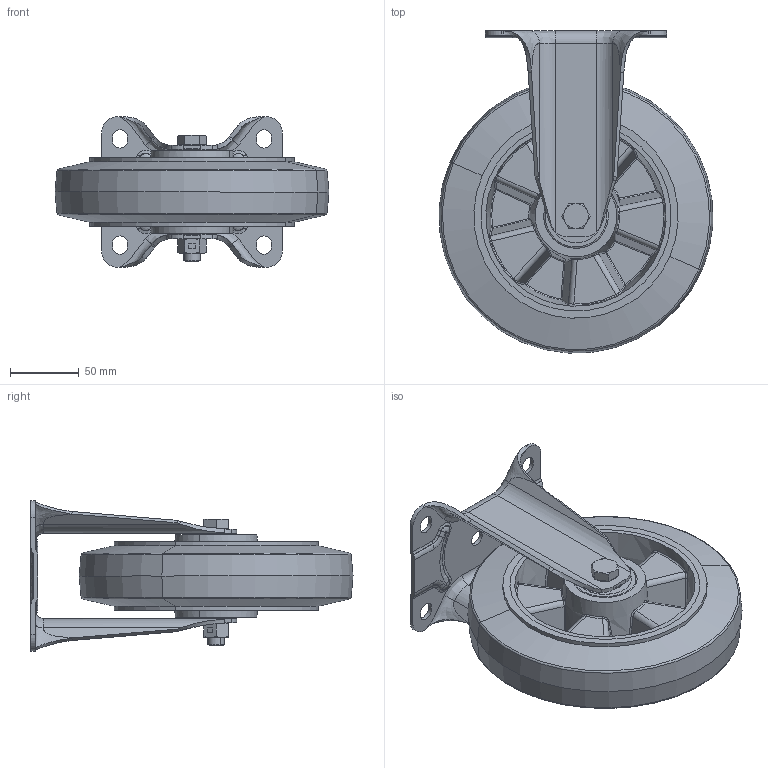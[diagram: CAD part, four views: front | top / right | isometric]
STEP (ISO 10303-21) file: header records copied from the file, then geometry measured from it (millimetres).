
FILE_DESCRIPTION (( 'STEP AP214' ), '1' );
FILE_NAME ('0055828.step', '2023-07-27T09:05:04', ( '' ), ( '' ), 'SwSTEP 2.0', 'SolidWorks 2020', '' );
FILE_SCHEMA (( 'AUTOMOTIVE_DESIGN' ));
Length unit declared in the file: millimetre
Products named in the file (1): 0055828
Bounding box: 199.67 x 234.84 x 110 mm (x, y, z)
Volume: 1050143.1 mm3; surface area: 277248.5 mm2
Topology: 18 solids, 18 shells, 722 faces, 1594 edges, 914 vertices
Faces by surface type: bspline 192, cylinder 164, plane 164, torus 90, sphere 60, cone 52
Entity records: 41394 total; most frequent: CARTESIAN_POINT 18394, ORIENTED_EDGE 3188, DIRECTION 3026, EDGE_CURVE 1594, AXIS2_PLACEMENT_3D 1280, VERTEX_POINT 914, EDGE_LOOP 770, CIRCLE 749
